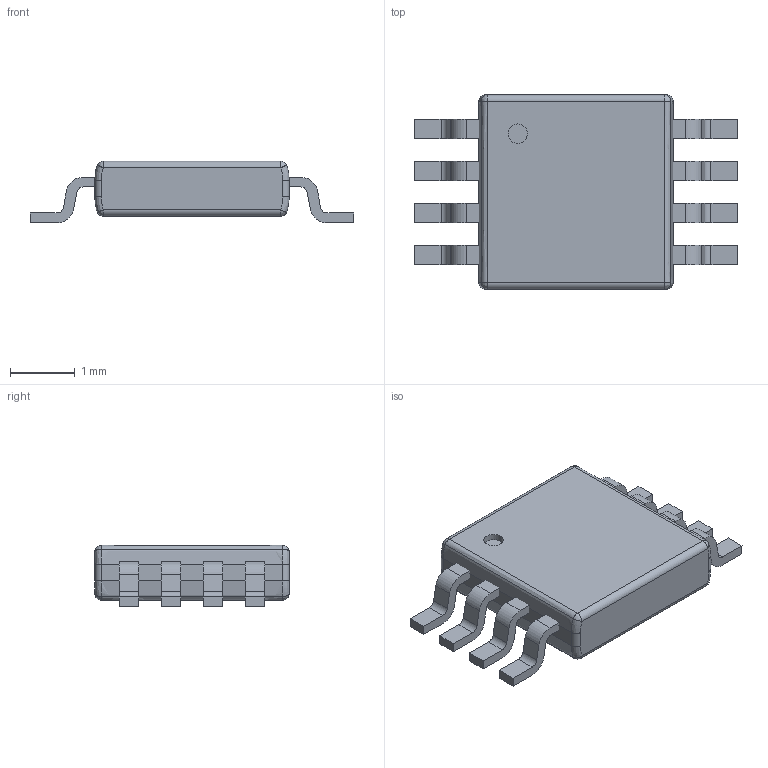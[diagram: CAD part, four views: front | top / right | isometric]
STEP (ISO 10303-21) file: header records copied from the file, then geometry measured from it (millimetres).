
FILE_DESCRIPTION (( 'STEP AP214' ), '1' );
FILE_NAME ('User Library-uMAX8.STEP', '2019-01-07T08:55:04', ( '' ), ( '' ), 'SwSTEP 2.0', 'SolidWorks 2018', '' );
FILE_SCHEMA (( 'AUTOMOTIVE_DESIGN' ));
Length unit declared in the file: millimetre
Products named in the file (10): User Library-uMAX8; User Library-uMAX8_Part_141; User Library-uMAX8_Part_526; User Library-uMAX8_Part_754; User Library-uMAX8_Part_262; User Library-uMAX8_Part_602; User Library-uMAX8_Part_181; User Library-uMAX8_Part_374; User Library-uMAX8_Part_450; User Library-uMAX8_Part_678
Assembly tree (9 placements, depth 2):
  User Library-uMAX8
    User Library-uMAX8_Part_181
    User Library-uMAX8_Part_141
    User Library-uMAX8_Part_526
    User Library-uMAX8_Part_678
    User Library-uMAX8_Part_602
    User Library-uMAX8_Part_450
    User Library-uMAX8_Part_754
    User Library-uMAX8_Part_374
    User Library-uMAX8_Part_262
Bounding box: 5 x 3 x 0.95 mm (x, y, z)
Volume: 8.1 mm3; surface area: 39.5 mm2
Topology: 9 solids, 9 shells, 153 faces, 378 edges, 240 vertices
Faces by surface type: plane 87, cylinder 42, bspline 24
Entity records: 8560 total; most frequent: CARTESIAN_POINT 2978, ORIENTED_EDGE 748, DIRECTION 684, EDGE_CURVE 374, LINE 250, VECTOR 250, VERTEX_POINT 240, AXIS2_PLACEMENT_3D 217
